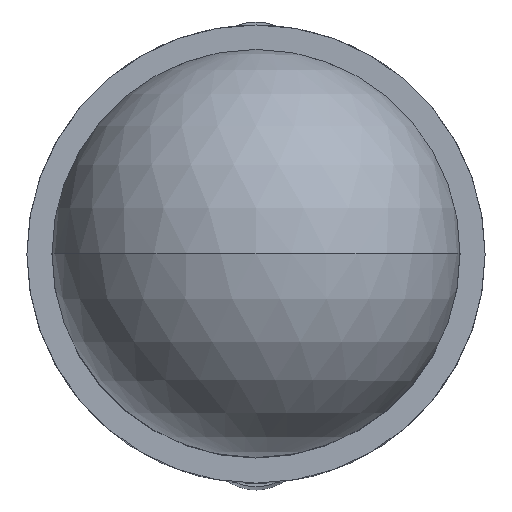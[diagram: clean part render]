
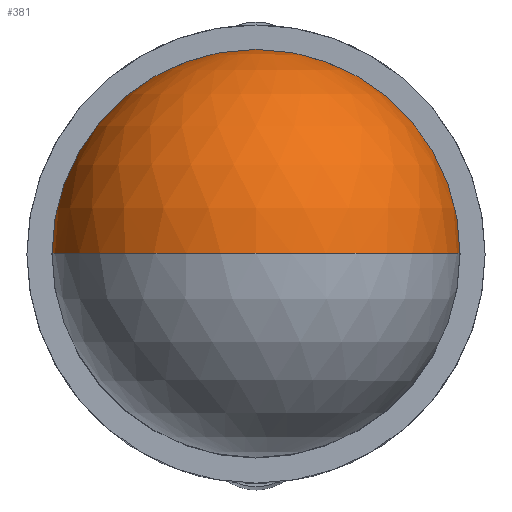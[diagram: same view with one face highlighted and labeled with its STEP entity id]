
A CAD part, top view. The second image highlights one B-rep face of the part: STEP entity #381.
In plain terms, the highlighted spherical face has radius 1.425 mm.
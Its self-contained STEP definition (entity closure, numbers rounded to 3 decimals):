
#36 = CARTESIAN_POINT ( 'NONE',  ( 0., 0., 3.175 ) ) ;
#46 = VERTEX_POINT ( 'NONE', #221 ) ;
#75 = FACE_OUTER_BOUND ( 'NONE', #548, .T. ) ;
#87 = DIRECTION ( 'NONE',  ( -1., 0., 0. ) ) ;
#91 = EDGE_CURVE ( 'NONE', #46, #333, #256, .T. ) ;
#152 = AXIS2_PLACEMENT_3D ( 'NONE', #264, #595, #312 ) ;
#154 = CARTESIAN_POINT ( 'NONE',  ( 0., 0., 3.175 ) ) ;
#171 = VERTEX_POINT ( 'NONE', #384 ) ;
#201 = DIRECTION ( 'NONE',  ( 0., 0., -1. ) ) ;
#221 = CARTESIAN_POINT ( 'NONE',  ( -1.425, 0., 3.175 ) ) ;
#251 = AXIS2_PLACEMENT_3D ( 'NONE', #36, #380, #87 ) ;
#253 = DIRECTION ( 'NONE',  ( 1., 0., 0. ) ) ;
#256 = CIRCLE ( 'NONE', #251, 1.425 ) ;
#264 = CARTESIAN_POINT ( 'NONE',  ( 0., 0., 3.175 ) ) ;
#294 = CARTESIAN_POINT ( 'NONE',  ( 1.425, 0., 3.175 ) ) ;
#312 = DIRECTION ( 'NONE',  ( -1., 0., 0. ) ) ;
#329 = EDGE_CURVE ( 'NONE', #333, #171, #349, .T. ) ;
#333 = VERTEX_POINT ( 'NONE', #294 ) ;
#349 = CIRCLE ( 'NONE', #587, 1.425 ) ;
#380 = DIRECTION ( 'NONE',  ( 0., 0., -1. ) ) ;
#381 = ADVANCED_FACE ( 'NONE', ( #75 ), #446, .T. ) ;
#384 = CARTESIAN_POINT ( 'NONE',  ( 0., 0., 4.6 ) ) ;
#424 = AXIS2_PLACEMENT_3D ( 'NONE', #584, #541, #253 ) ;
#446 = SPHERICAL_SURFACE ( 'NONE', #424, 1.425 ) ;
#463 = ORIENTED_EDGE ( 'NONE', *, *, #329, .F. ) ;
#490 = DIRECTION ( 'NONE',  ( 0., -1., 0. ) ) ;
#491 = EDGE_CURVE ( 'NONE', #46, #171, #573, .T. ) ;
#528 = ORIENTED_EDGE ( 'NONE', *, *, #91, .F. ) ;
#541 = DIRECTION ( 'NONE',  ( 0., 1., 0. ) ) ;
#548 = EDGE_LOOP ( 'NONE', ( #528, #560, #463 ) ) ;
#560 = ORIENTED_EDGE ( 'NONE', *, *, #491, .T. ) ;
#573 = CIRCLE ( 'NONE', #152, 1.425 ) ;
#584 = CARTESIAN_POINT ( 'NONE',  ( 0., 0., 3.175 ) ) ;
#587 = AXIS2_PLACEMENT_3D ( 'NONE', #154, #490, #201 ) ;
#595 = DIRECTION ( 'NONE',  ( 0., 1., 0. ) ) ;
